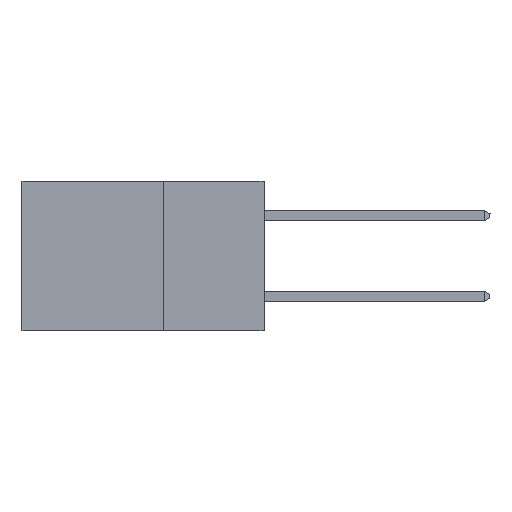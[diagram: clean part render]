
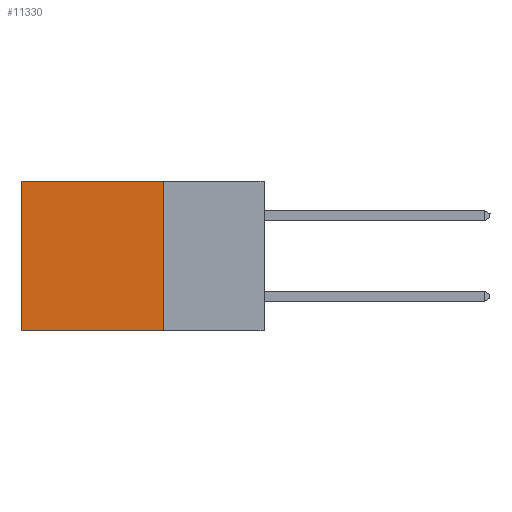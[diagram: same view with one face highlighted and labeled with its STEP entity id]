
A CAD part, left-side view. The second image highlights one B-rep face of the part: STEP entity #11330.
In plain terms, the highlighted planar face has unit normal (-1, 0, 0).
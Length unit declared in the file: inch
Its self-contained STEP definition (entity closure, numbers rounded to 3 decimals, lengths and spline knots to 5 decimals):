
#4442 = ORIENTED_EDGE ( 'NONE', *, *, #32455, .F. ) ;
#6292 = DIRECTION ( 'NONE',  ( 0., 0., -1. ) ) ;
#6533 = DIRECTION ( 'NONE',  ( 0., 1., 0. ) ) ;
#7387 = LINE ( 'NONE', #27122, #23946 ) ;
#7865 = ORIENTED_EDGE ( 'NONE', *, *, #29457, .T. ) ;
#8608 = EDGE_LOOP ( 'NONE', ( #13740, #24353, #4442, #7865 ) ) ;
#8732 = DIRECTION ( 'NONE',  ( 1., 0., 0. ) ) ;
#9946 = VECTOR ( 'NONE', #18733, 39.37008 ) ;
#10043 = CARTESIAN_POINT ( 'NONE',  ( 0.298, 0.6, -0.37 ) ) ;
#10605 = FACE_OUTER_BOUND ( 'NONE', #8608, .T. ) ;
#11195 = LINE ( 'NONE', #27267, #14838 ) ;
#11330 = ADVANCED_FACE ( 'NONE', ( #10605 ), #29077, .F. ) ;
#13128 = VERTEX_POINT ( 'NONE', #27340 ) ;
#13740 = ORIENTED_EDGE ( 'NONE', *, *, #30252, .T. ) ;
#14419 = CARTESIAN_POINT ( 'NONE',  ( 0.298, 0.25, -0.37 ) ) ;
#14838 = VECTOR ( 'NONE', #6533, 39.37008 ) ;
#15593 = LINE ( 'NONE', #16126, #9946 ) ;
#16126 = CARTESIAN_POINT ( 'NONE',  ( 0.298, 0.6, 0. ) ) ;
#18391 = CARTESIAN_POINT ( 'NONE',  ( 0.298, 0.25, 0. ) ) ;
#18733 = DIRECTION ( 'NONE',  ( 0., 0., -1. ) ) ;
#19054 = DIRECTION ( 'NONE',  ( 0., 0., -1. ) ) ;
#20298 = VERTEX_POINT ( 'NONE', #10043 ) ;
#21124 = LINE ( 'NONE', #14419, #28728 ) ;
#22586 = VERTEX_POINT ( 'NONE', #18391 ) ;
#23502 = AXIS2_PLACEMENT_3D ( 'NONE', #24296, #8732, #19054 ) ;
#23946 = VECTOR ( 'NONE', #6292, 39.37008 ) ;
#24296 = CARTESIAN_POINT ( 'NONE',  ( 0.298, 0.25, 0. ) ) ;
#24353 = ORIENTED_EDGE ( 'NONE', *, *, #32590, .F. ) ;
#25804 = CARTESIAN_POINT ( 'NONE',  ( 0.298, 0.25, -0.37 ) ) ;
#27122 = CARTESIAN_POINT ( 'NONE',  ( 0.298, 0.25, 0. ) ) ;
#27267 = CARTESIAN_POINT ( 'NONE',  ( 0.298, 0.25, 0. ) ) ;
#27340 = CARTESIAN_POINT ( 'NONE',  ( 0.298, 0.6, 0. ) ) ;
#28728 = VECTOR ( 'NONE', #33237, 39.37008 ) ;
#29077 = PLANE ( 'NONE',  #23502 ) ;
#29457 = EDGE_CURVE ( 'NONE', #22586, #13128, #11195, .T. ) ;
#30252 = EDGE_CURVE ( 'NONE', #13128, #20298, #15593, .T. ) ;
#32455 = EDGE_CURVE ( 'NONE', #22586, #33095, #7387, .T. ) ;
#32590 = EDGE_CURVE ( 'NONE', #33095, #20298, #21124, .T. ) ;
#33095 = VERTEX_POINT ( 'NONE', #25804 ) ;
#33237 = DIRECTION ( 'NONE',  ( 0., 1., 0. ) ) ;
